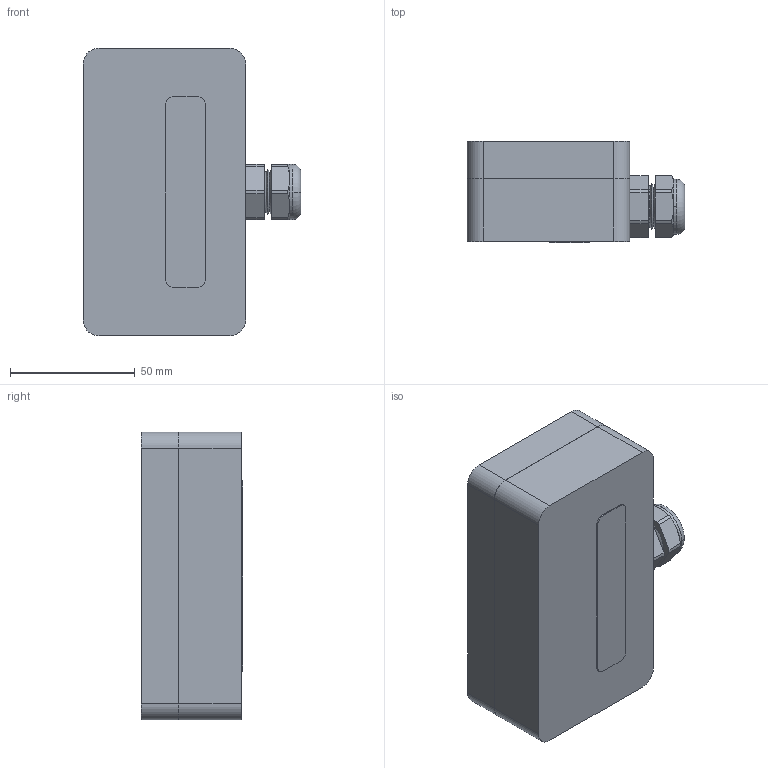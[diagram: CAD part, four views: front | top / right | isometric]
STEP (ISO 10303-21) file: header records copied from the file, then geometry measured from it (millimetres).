
FILE_DESCRIPTION (( 'STEP AP214' ), '1' );
FILE_NAME ('7050_Pos_FeedbackDD.STEP', '2010-07-08T12:19:57', ( 'Rick' ), ( '' ), 'SwSTEP 2.0', 'SolidWorks 2010', '' );
FILE_SCHEMA (( 'AUTOMOTIVE_DESIGN' ));
Length unit declared in the file: inch
Products named in the file (7): Products.Monitors.70XX-EXM_Transmitters-7050-EXM_Pos_Feedback_Module7050Position Feedback Module40NULL; Products.Monitors.70XX-EXM_Transmitters-7050-EXM_Pos_Feedback_ModulePN-1321-C_TopEnclosure - Top10NULL; Products.Monitors.70XX-EXM_Transmitters-7050-EXM_Pos_Feedback_ModulePN-1321-C_BoxEnclosure - Box10NULL; Products.Monitors.70XX-EXM_Transmitters-7050-EXM_Pos_Feedback_Module90116A217M4 x 20mm (0.787 LG)10NULL; Products.Monitors.70XX-EXM_Transmitters-7050-EXM_Pos_Feedback_ModuleSealcon CD09AR-BKStrain Relief Sealcon CD09-AR-BK10NULL; Products.Monitors.70XX-EXM_Transmitters-7010-EXM_Panel_Mount44629000Label-Serial Number EXM20NULL; 7050_Pos_FeedbackDD
Assembly tree (9 placements, depth 3):
  7050_Pos_FeedbackDD
    Products.Monitors.70XX-EXM_Transmitters-7050-EXM_Pos_Feedback_Module7050Position Feedback Module40NULL
      Products.Monitors.70XX-EXM_Transmitters-7050-EXM_Pos_Feedback_ModulePN-1321-C_TopEnclosure - Top10NULL
      Products.Monitors.70XX-EXM_Transmitters-7010-EXM_Panel_Mount44629000Label-Serial Number EXM20NULL
      Products.Monitors.70XX-EXM_Transmitters-7050-EXM_Pos_Feedback_ModulePN-1321-C_BoxEnclosure - Box10NULL
      Products.Monitors.70XX-EXM_Transmitters-7050-EXM_Pos_Feedback_Module90116A217M4 x 20mm (0.787 LG)10NULL  x4
      Products.Monitors.70XX-EXM_Transmitters-7050-EXM_Pos_Feedback_ModuleSealcon CD09AR-BKStrain Relief Sealcon CD09-AR-BK10NULL
Bounding box: 87.1 x 40.54 x 115.01 mm (x, y, z)
Volume: 111916.5 mm3; surface area: 67228.2 mm2
Topology: 9 solids, 9 shells, 929 faces, 2574 edges, 1680 vertices
Faces by surface type: cylinder 574, plane 201, cone 110, bspline 24, torus 12, sphere 8
Entity records: 23580 total; most frequent: CARTESIAN_POINT 8237, ORIENTED_EDGE 2484, DIRECTION 2243, EDGE_CURVE 1242, AXIS2_PLACEMENT_3D 825, VERTEX_POINT 798, VECTOR 593, LINE 593
